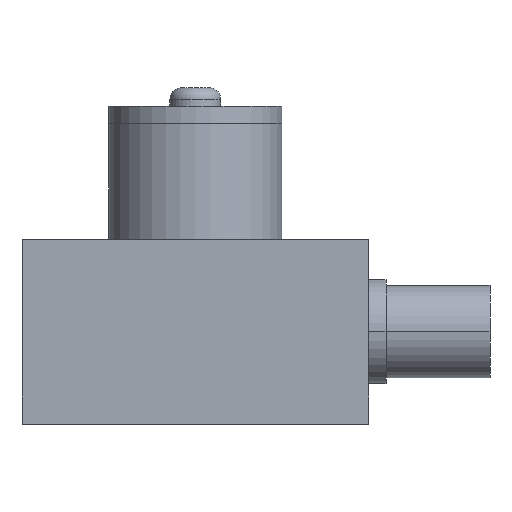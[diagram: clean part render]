
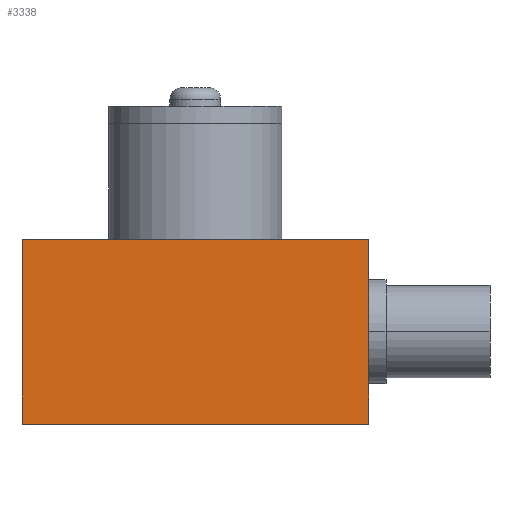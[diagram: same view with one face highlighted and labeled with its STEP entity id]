
A CAD part, front view. The second image highlights one B-rep face of the part: STEP entity #3338.
In plain terms, the highlighted planar face has unit normal (0, -1, 0).
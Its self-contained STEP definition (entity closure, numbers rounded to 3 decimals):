
#2323=CARTESIAN_POINT('',(0.0,0.,16.0));
#2324=VERTEX_POINT('',#2323);
#2333=CARTESIAN_POINT('',(30.001,0.,16.0));
#2334=VERTEX_POINT('',#2333);
#2335=CARTESIAN_POINT('',(30.001,0.,16.0));
#2336=DIRECTION('',(-1.0,0.0,0.0));
#2337=VECTOR('',#2336,30.001);
#2338=LINE('',#2335,#2337);
#2339=EDGE_CURVE('',#2334,#2324,#2338,.T.);
#2990=CARTESIAN_POINT('',(0.0,0.0,0.0));
#2991=VERTEX_POINT('',#2990);
#2998=CARTESIAN_POINT('',(0.0,0.0,0.0));
#2999=DIRECTION('',(0.0,0.0,1.0));
#3000=VECTOR('',#2999,16.0);
#3001=LINE('',#2998,#3000);
#3002=EDGE_CURVE('',#2991,#2324,#3001,.T.);
#3299=CARTESIAN_POINT('',(30.001,0.0,0.0));
#3300=VERTEX_POINT('',#3299);
#3301=CARTESIAN_POINT('',(30.001,0.0,0.0));
#3302=DIRECTION('',(0.0,0.0,1.0));
#3303=VECTOR('',#3302,16.0);
#3304=LINE('',#3301,#3303);
#3305=EDGE_CURVE('',#3300,#2334,#3304,.T.);
#3322=CARTESIAN_POINT('',(30.001,0.0,0.0));
#3323=DIRECTION('',(0.0,-1.0,0.0));
#3324=DIRECTION('',(0.0,0.0,-1.0));
#3325=AXIS2_PLACEMENT_3D('',#3322,#3323,#3324);
#3326=PLANE('',#3325);
#3327=ORIENTED_EDGE('',*,*,#3002,.F.);
#3328=CARTESIAN_POINT('',(0.0,0.0,0.0));
#3329=DIRECTION('',(1.0,0.0,0.0));
#3330=VECTOR('',#3329,30.001);
#3331=LINE('',#3328,#3330);
#3332=EDGE_CURVE('',#2991,#3300,#3331,.T.);
#3333=ORIENTED_EDGE('',*,*,#3332,.T.);
#3334=ORIENTED_EDGE('',*,*,#3305,.T.);
#3335=ORIENTED_EDGE('',*,*,#2339,.T.);
#3336=EDGE_LOOP('',(#3327,#3333,#3334,#3335));
#3337=FACE_OUTER_BOUND('',#3336,.T.);
#3338=ADVANCED_FACE('',(#3337),#3326,.T.);
